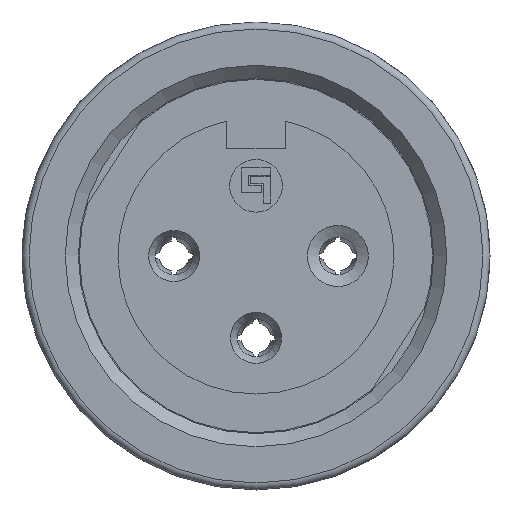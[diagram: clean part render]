
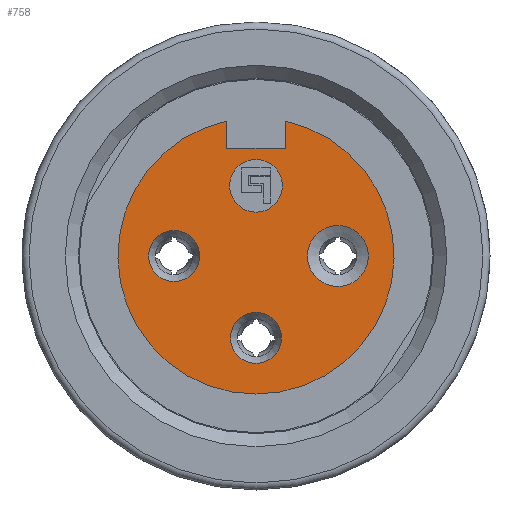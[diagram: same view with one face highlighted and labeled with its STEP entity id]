
A CAD part, left-side view. The second image highlights one B-rep face of the part: STEP entity #758.
In plain terms, the highlighted planar face has unit normal (-1, 0, 0).
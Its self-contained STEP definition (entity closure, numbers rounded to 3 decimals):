
#310=FACE_BOUND('',#1307,.T.);
#311=FACE_BOUND('',#1308,.T.);
#312=FACE_BOUND('',#1309,.T.);
#313=FACE_BOUND('',#1310,.T.);
#314=FACE_BOUND('',#1311,.T.);
#404=PLANE('',#4742);
#758=ADVANCED_FACE('',(#310,#311,#312,#313,#314),#404,.T.);
#1307=EDGE_LOOP('',(#2664));
#1308=EDGE_LOOP('',(#2665));
#1309=EDGE_LOOP('',(#2666,#2667,#2668,#2669));
#1310=EDGE_LOOP('',(#2670));
#1311=EDGE_LOOP('',(#2671));
#1622=LINE('',#7076,#1886);
#1625=LINE('',#7082,#1889);
#1638=LINE('',#7444,#1902);
#1886=VECTOR('',#5447,1.);
#1889=VECTOR('',#5452,1.);
#1902=VECTOR('',#5615,1.);
#2664=ORIENTED_EDGE('',*,*,#4073,.T.);
#2665=ORIENTED_EDGE('',*,*,#4074,.T.);
#2666=ORIENTED_EDGE('',*,*,#3984,.F.);
#2667=ORIENTED_EDGE('',*,*,#4075,.F.);
#2668=ORIENTED_EDGE('',*,*,#4076,.F.);
#2669=ORIENTED_EDGE('',*,*,#3987,.F.);
#2670=ORIENTED_EDGE('',*,*,#4077,.T.);
#2671=ORIENTED_EDGE('',*,*,#4078,.T.);
#3461=VERTEX_POINT('',#7075);
#3462=VERTEX_POINT('',#7077);
#3463=VERTEX_POINT('',#7081);
#3549=VERTEX_POINT('',#7439);
#3550=VERTEX_POINT('',#7441);
#3551=VERTEX_POINT('',#7443);
#3552=VERTEX_POINT('',#7446);
#3553=VERTEX_POINT('',#7448);
#3984=EDGE_CURVE('',#3461,#3462,#1622,.T.);
#3987=EDGE_CURVE('',#3462,#3463,#1625,.T.);
#4073=EDGE_CURVE('',#3549,#3549,#4440,.T.);
#4074=EDGE_CURVE('',#3550,#3550,#4441,.T.);
#4075=EDGE_CURVE('',#3551,#3461,#4442,.T.);
#4076=EDGE_CURVE('',#3463,#3551,#1638,.T.);
#4077=EDGE_CURVE('',#3552,#3552,#4443,.T.);
#4078=EDGE_CURVE('',#3553,#3553,#4444,.T.);
#4440=CIRCLE('',#4737,1.3);
#4441=CIRCLE('',#4738,1.089);
#4442=CIRCLE('',#4739,5.9);
#4443=CIRCLE('',#4740,1.089);
#4444=CIRCLE('',#4741,1.125);
#4737=AXIS2_PLACEMENT_3D('',#7438,#5609,#5610);
#4738=AXIS2_PLACEMENT_3D('',#7440,#5611,#5612);
#4739=AXIS2_PLACEMENT_3D('',#7442,#5613,#5614);
#4740=AXIS2_PLACEMENT_3D('',#7445,#5616,#5617);
#4741=AXIS2_PLACEMENT_3D('',#7447,#5618,#5619);
#4742=AXIS2_PLACEMENT_3D('',#7449,#5620,#5621);
#5447=DIRECTION('',(0.,0.,-1.));
#5452=DIRECTION('',(0.,-1.,0.));
#5609=DIRECTION('',(1.,0.,0.));
#5610=DIRECTION('',(0.,-1.,0.));
#5611=DIRECTION('',(1.,0.,0.));
#5612=DIRECTION('',(0.,-1.,0.));
#5613=DIRECTION('',(1.,0.,0.));
#5614=DIRECTION('',(0.,1.,0.));
#5615=DIRECTION('',(0.,0.,1.));
#5616=DIRECTION('',(1.,0.,0.));
#5617=DIRECTION('',(0.,-1.,0.));
#5618=DIRECTION('',(1.,0.,0.));
#5619=DIRECTION('',(0.,1.,0.));
#5620=DIRECTION('',(-1.,0.,0.));
#5621=DIRECTION('',(0.,-1.,0.));
#7075=CARTESIAN_POINT('',(-0.3,1.25,5.766));
#7076=CARTESIAN_POINT('',(-0.3,1.25,6.251));
#7077=CARTESIAN_POINT('',(-0.3,1.25,4.6));
#7081=CARTESIAN_POINT('',(-0.3,-1.25,4.6));
#7082=CARTESIAN_POINT('',(-0.3,1.25,4.6));
#7438=CARTESIAN_POINT('',(-0.3,-3.5,0.));
#7439=CARTESIAN_POINT('',(-0.3,-4.8,0.));
#7440=CARTESIAN_POINT('',(-0.3,0.,-3.5));
#7441=CARTESIAN_POINT('',(-0.3,-1.089,-3.5));
#7442=CARTESIAN_POINT('',(-0.3,0.,0.));
#7443=CARTESIAN_POINT('',(-0.3,-1.25,5.766));
#7444=CARTESIAN_POINT('',(-0.3,-1.25,4.6));
#7445=CARTESIAN_POINT('',(-0.3,3.5,0.));
#7446=CARTESIAN_POINT('',(-0.3,2.411,0.));
#7447=CARTESIAN_POINT('',(-0.3,0.,3.));
#7448=CARTESIAN_POINT('',(-0.3,1.125,3.));
#7449=CARTESIAN_POINT('',(-0.3,0.,0.));
